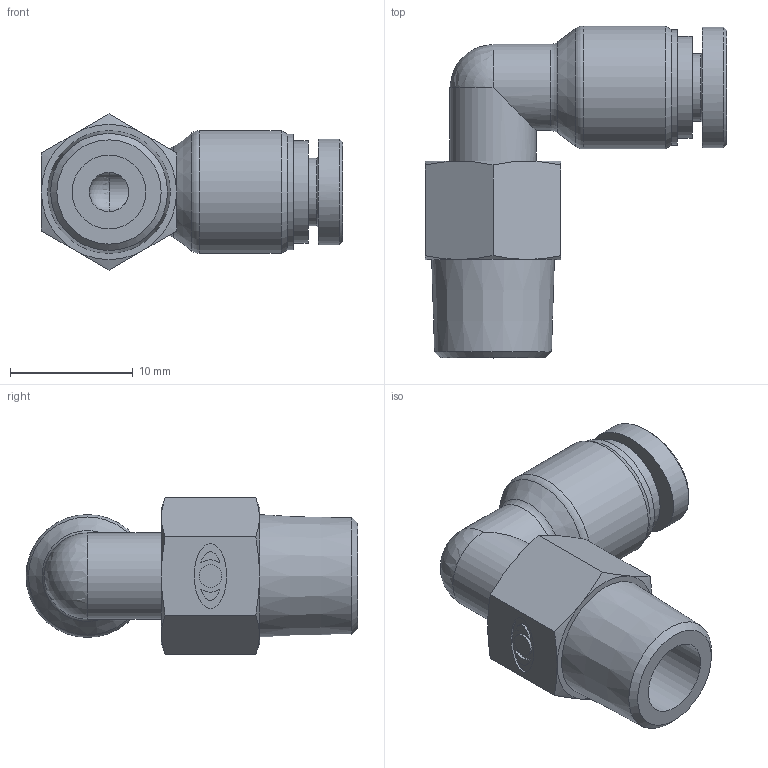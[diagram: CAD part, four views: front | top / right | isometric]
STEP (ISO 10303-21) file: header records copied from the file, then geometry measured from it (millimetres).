
FILE_DESCRIPTION((''),'2;1');
FILE_NAME('F-PL 0401.stp','2020-12-02T08:55:34',('Administrator'),(''),'Autodesk Inventor 2013','Autodesk Inventor 2013','');
FILE_SCHEMA(('CONFIG_CONTROL_DESIGN'));
Length unit declared in the file: millimetre
Products named in the file (4): F-PL 0401; F-PL 0401 BODY; F-BODY 01(SUS); F-SLEEVE 04(SUS)
Assembly tree (3 placements, depth 2):
  F-PL 0401
    F-PL 0401 BODY
    F-BODY 01(SUS)
    F-SLEEVE 04(SUS)
Bounding box: 24.5 x 27 x 12.7 mm (x, y, z)
Volume: 2049.1 mm3; surface area: 2199.3 mm2
Topology: 3 solids, 3 shells, 270 faces, 692 edges, 452 vertices
Faces by surface type: plane 139, bspline 95, cone 18, cylinder 14, sphere 2, torus 2
Full cylindrical faces by diameter (mm): 1.841 x1, 3.2 x2, 4.15 x1, 4.2 x1, 5.5 x1, 6 x1, 7 x2, 8.3 x1, 9.4 x1, 10 x1
Entity records: 8327 total; most frequent: CARTESIAN_POINT 2419, ORIENTED_EDGE 1324, DIRECTION 878, EDGE_CURVE 662, VERTEX_POINT 446, VECTOR 400, LINE 400, EDGE_LOOP 324
